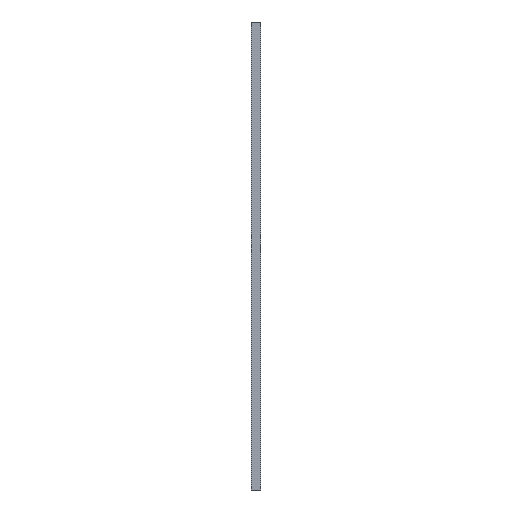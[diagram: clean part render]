
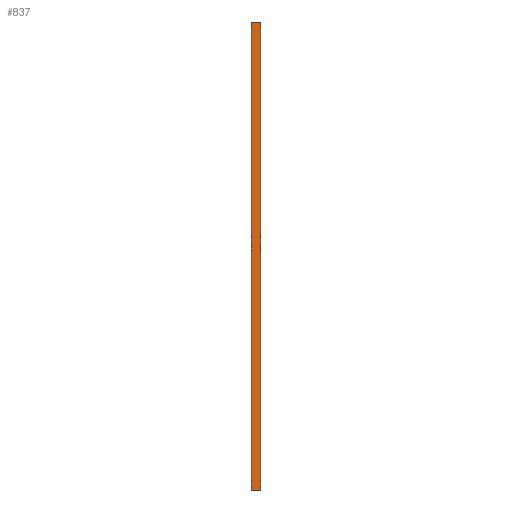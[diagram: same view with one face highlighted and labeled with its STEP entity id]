
A CAD part, left-side view. The second image highlights one B-rep face of the part: STEP entity #837.
In plain terms, the highlighted planar face has unit normal (-1, 0, 0).
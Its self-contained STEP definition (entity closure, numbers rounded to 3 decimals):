
#22 = EDGE_LOOP ( 'NONE', ( #221, #935, #888, #487 ) ) ;
#33 = CARTESIAN_POINT ( 'NONE',  ( -103., 2., -50. ) ) ;
#81 = DIRECTION ( 'NONE',  ( 1., 0., 0. ) ) ;
#142 = EDGE_CURVE ( 'NONE', #481, #471, #569, .T. ) ;
#159 = DIRECTION ( 'NONE',  ( 0., 0., 1. ) ) ;
#193 = LINE ( 'NONE', #1345, #1166 ) ;
#221 = ORIENTED_EDGE ( 'NONE', *, *, #318, .T. ) ;
#287 = VECTOR ( 'NONE', #159, 1000. ) ;
#298 = DIRECTION ( 'NONE',  ( 0., 0., -1. ) ) ;
#318 = EDGE_CURVE ( 'NONE', #471, #1311, #937, .T. ) ;
#344 = LINE ( 'NONE', #979, #680 ) ;
#431 = CARTESIAN_POINT ( 'NONE',  ( -103., 0., -50. ) ) ;
#471 = VERTEX_POINT ( 'NONE', #431 ) ;
#476 = CARTESIAN_POINT ( 'NONE',  ( -103., 2., 50. ) ) ;
#481 = VERTEX_POINT ( 'NONE', #1049 ) ;
#487 = ORIENTED_EDGE ( 'NONE', *, *, #142, .T. ) ;
#569 = LINE ( 'NONE', #33, #611 ) ;
#611 = VECTOR ( 'NONE', #866, 1000. ) ;
#633 = CARTESIAN_POINT ( 'NONE',  ( -103., 0., 50. ) ) ;
#680 = VECTOR ( 'NONE', #762, 1000. ) ;
#716 = FACE_OUTER_BOUND ( 'NONE', #22, .T. ) ;
#762 = DIRECTION ( 'NONE',  ( 0., -1., 0. ) ) ;
#798 = PLANE ( 'NONE',  #1338 ) ;
#837 = ADVANCED_FACE ( 'NONE', ( #716 ), #798, .F. ) ;
#866 = DIRECTION ( 'NONE',  ( 0., -1., 0. ) ) ;
#888 = ORIENTED_EDGE ( 'NONE', *, *, #1283, .F. ) ;
#935 = ORIENTED_EDGE ( 'NONE', *, *, #1092, .F. ) ;
#937 = LINE ( 'NONE', #1107, #287 ) ;
#979 = CARTESIAN_POINT ( 'NONE',  ( -103., 2., 50. ) ) ;
#1049 = CARTESIAN_POINT ( 'NONE',  ( -103., 2., -50. ) ) ;
#1092 = EDGE_CURVE ( 'NONE', #1376, #1311, #344, .T. ) ;
#1107 = CARTESIAN_POINT ( 'NONE',  ( -103., 0., -50. ) ) ;
#1166 = VECTOR ( 'NONE', #1241, 1000. ) ;
#1241 = DIRECTION ( 'NONE',  ( 0., 0., 1. ) ) ;
#1259 = CARTESIAN_POINT ( 'NONE',  ( -103., 2., -50. ) ) ;
#1283 = EDGE_CURVE ( 'NONE', #481, #1376, #193, .T. ) ;
#1311 = VERTEX_POINT ( 'NONE', #633 ) ;
#1338 = AXIS2_PLACEMENT_3D ( 'NONE', #1259, #81, #298 ) ;
#1345 = CARTESIAN_POINT ( 'NONE',  ( -103., 2., -50. ) ) ;
#1376 = VERTEX_POINT ( 'NONE', #476 ) ;
